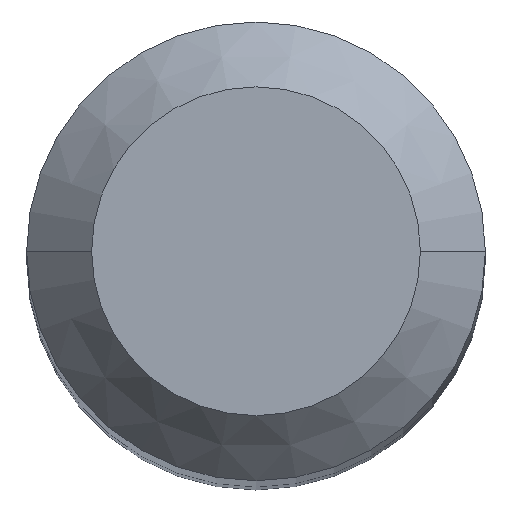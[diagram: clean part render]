
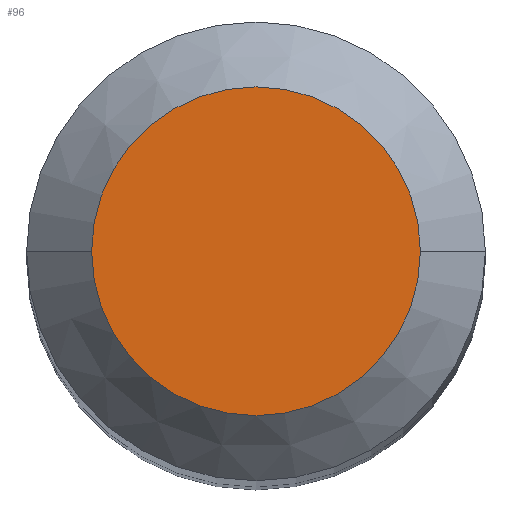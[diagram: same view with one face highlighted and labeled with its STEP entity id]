
A CAD part, top view. The second image highlights one B-rep face of the part: STEP entity #96.
In plain terms, the highlighted planar face has unit normal (0, 0, 1).
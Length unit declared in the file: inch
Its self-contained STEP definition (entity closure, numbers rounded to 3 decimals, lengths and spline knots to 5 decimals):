
#22 = DIRECTION ( 'NONE',  ( 1., 0., 0. ) ) ;
#42 = DIRECTION ( 'NONE',  ( 0., 0., -1. ) ) ;
#52 = EDGE_CURVE ( 'NONE', #176, #142, #334, .T. ) ;
#73 = CARTESIAN_POINT ( 'NONE',  ( 0., 0., 0. ) ) ;
#93 = DIRECTION ( 'NONE',  ( 1., 0., 0. ) ) ;
#96 = ADVANCED_FACE ( 'NONE', ( #318 ), #155, .F. ) ;
#122 = DIRECTION ( 'NONE',  ( -1., 0., 0. ) ) ;
#135 = AXIS2_PLACEMENT_3D ( 'NONE', #276, #42, #122 ) ;
#139 = CARTESIAN_POINT ( 'NONE',  ( -0.079, 0., 0. ) ) ;
#142 = VERTEX_POINT ( 'NONE', #139 ) ;
#152 = AXIS2_PLACEMENT_3D ( 'NONE', #73, #376, #93 ) ;
#153 = CIRCLE ( 'NONE', #320, 0.079 ) ;
#155 = PLANE ( 'NONE',  #135 ) ;
#175 = CARTESIAN_POINT ( 'NONE',  ( 0.079, 0., 0. ) ) ;
#176 = VERTEX_POINT ( 'NONE', #175 ) ;
#177 = CARTESIAN_POINT ( 'NONE',  ( 0., 0., 0. ) ) ;
#205 = DIRECTION ( 'NONE',  ( 0., 0., 1. ) ) ;
#264 = EDGE_CURVE ( 'NONE', #142, #176, #153, .T. ) ;
#265 = ORIENTED_EDGE ( 'NONE', *, *, #264, .T. ) ;
#276 = CARTESIAN_POINT ( 'NONE',  ( 0., 0., 0. ) ) ;
#318 = FACE_OUTER_BOUND ( 'NONE', #370, .T. ) ;
#320 = AXIS2_PLACEMENT_3D ( 'NONE', #177, #205, #22 ) ;
#334 = CIRCLE ( 'NONE', #152, 0.079 ) ;
#370 = EDGE_LOOP ( 'NONE', ( #265, #390 ) ) ;
#376 = DIRECTION ( 'NONE',  ( 0., 0., 1. ) ) ;
#390 = ORIENTED_EDGE ( 'NONE', *, *, #52, .T. ) ;
